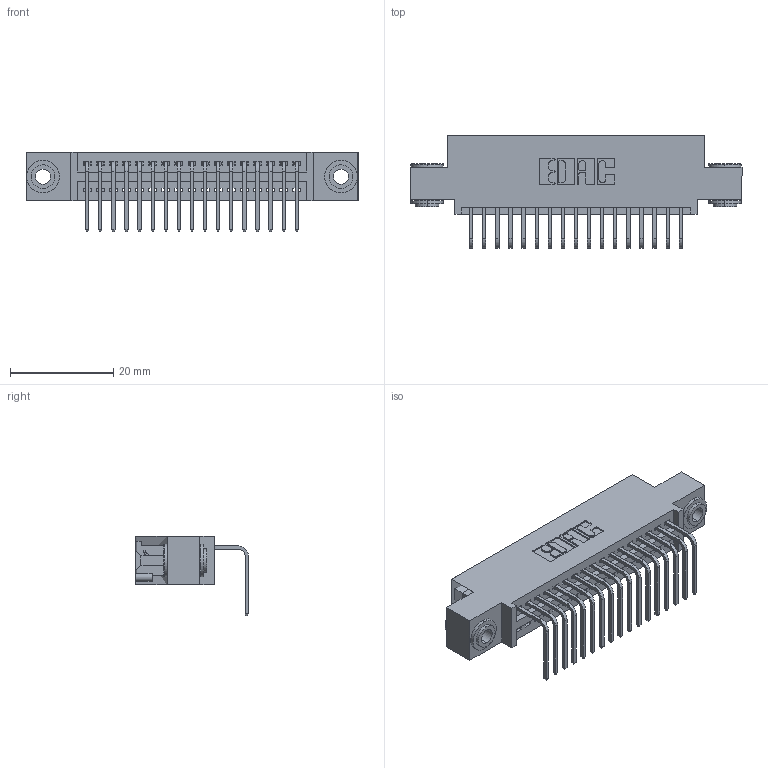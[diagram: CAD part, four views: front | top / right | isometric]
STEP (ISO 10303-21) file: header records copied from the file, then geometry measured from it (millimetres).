
FILE_DESCRIPTION (( 'STEP AP203' ), '1' );
FILE_NAME ('345-017-558-403.STEP', '2018-08-19T04:31:41', ( '' ), ( '' ), 'SwSTEP 2.0', 'SolidWorks 2016', '' );
FILE_SCHEMA (( 'CONFIG_CONTROL_DESIGN' ));
Length unit declared in the file: inch
Products named in the file (4): 345 Part_0.110 Offset - 0.156 Dia-TH; 345-292-001_558 Tail - 2; 345-250-002_345-250-002-102; 345-017-558-403
Assembly tree (20 placements, depth 2):
  345-017-558-403
    345 Part_0.110 Offset - 0.156 Dia-TH
    345-292-001_558 Tail - 2  x17
    345-250-002_345-250-002-102  x2
Bounding box: 64.39 x 21.83 x 15.37 mm (x, y, z)
Volume: 5554.1 mm3; surface area: 8166.2 mm2
Topology: 20 solids, 20 shells, 1188 faces, 3522 edges, 2322 vertices
Faces by surface type: plane 808, cylinder 372, cone 8
Entity records: 17026 total; most frequent: CARTESIAN_POINT 2930, ORIENTED_EDGE 2874, DIRECTION 2625, EDGE_CURVE 1437, LINE 1213, VECTOR 1213, VERTEX_POINT 954, AXIS2_PLACEMENT_3D 706
